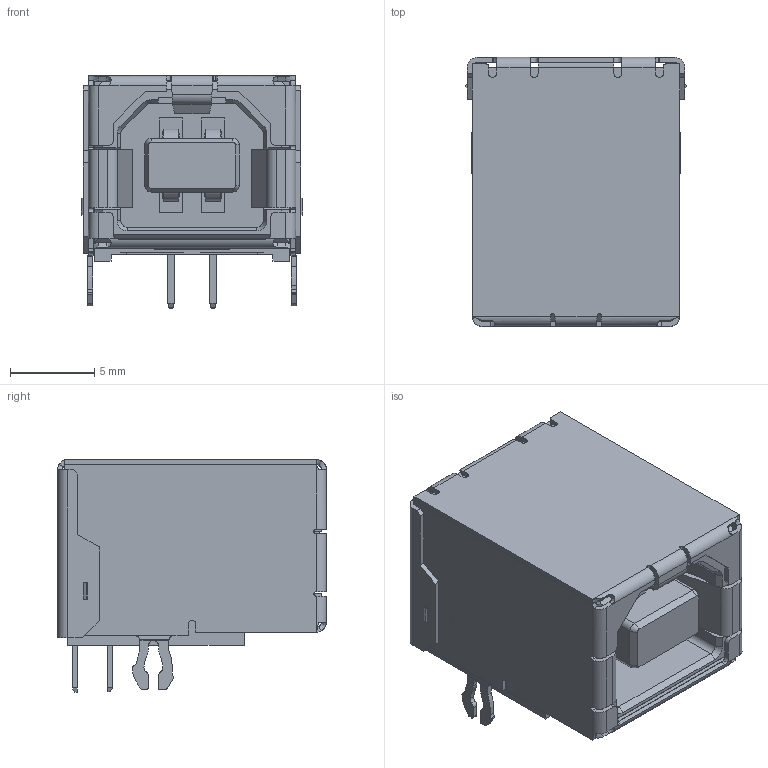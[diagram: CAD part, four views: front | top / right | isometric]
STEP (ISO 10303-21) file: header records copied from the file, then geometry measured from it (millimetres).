
FILE_DESCRIPTION (( 'STEP AP214' ), '1' );
FILE_NAME ('COLOR29.STEP', '2016-04-14T01:08:27', ( '' ), ( '' ), 'SwSTEP 2.0', 'SolidWorks 2016', '' );
FILE_SCHEMA (( 'AUTOMOTIVE_DESIGN' ));
Length unit declared in the file: millimetre
Products named in the file (1): COLOR29
Bounding box: 13.12 x 15.94 x 13.8 mm (x, y, z)
Surface area: 2936.6 mm2 (no closed solid volume)
Topology: 0 solids, 1 shells, 692 faces, 1930 edges, 1226 vertices
Faces by surface type: plane 460, cylinder 172, bspline 50, cone 10
Entity records: 24373 total; most frequent: CARTESIAN_POINT 5915, ORIENTED_EDGE 3852, DIRECTION 3378, EDGE_CURVE 1930, LINE 1516, VECTOR 1516, VERTEX_POINT 1226, AXIS2_PLACEMENT_3D 931
